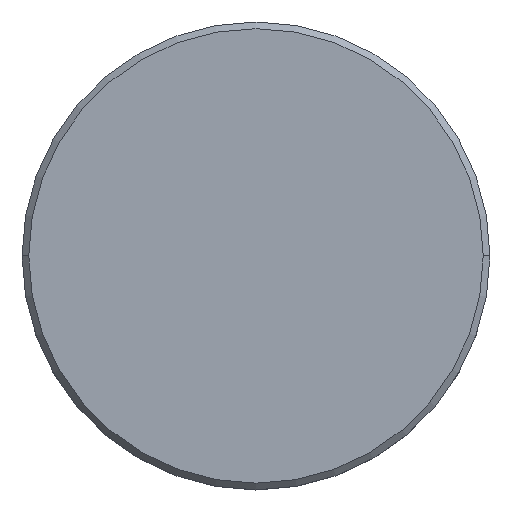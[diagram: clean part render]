
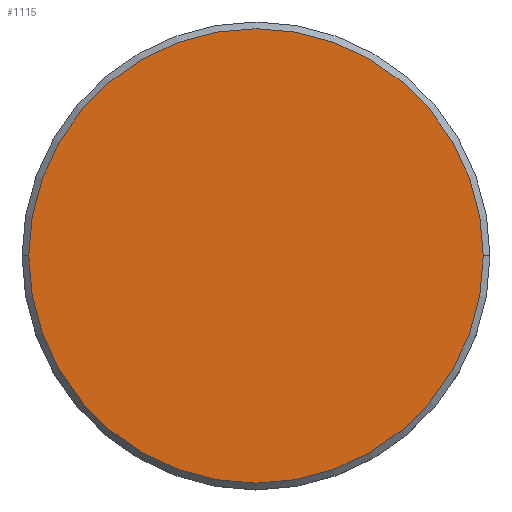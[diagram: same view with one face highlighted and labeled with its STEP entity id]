
A CAD part, top view. The second image highlights one B-rep face of the part: STEP entity #1115.
In plain terms, the highlighted planar face has unit normal (0, 0, 1).
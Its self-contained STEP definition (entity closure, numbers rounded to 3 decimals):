
#14 = DIRECTION ( 'NONE',  ( 0., 0., 1. ) ) ;
#31 = DIRECTION ( 'NONE',  ( 0., 0., 1. ) ) ;
#47 = CARTESIAN_POINT ( 'NONE',  ( -17., 0., 0. ) ) ;
#126 = CIRCLE ( 'NONE', #167, 17. ) ;
#167 = AXIS2_PLACEMENT_3D ( 'NONE', #317, #14, #1011 ) ;
#204 = CIRCLE ( 'NONE', #892, 17. ) ;
#259 = ORIENTED_EDGE ( 'NONE', *, *, #701, .T. ) ;
#278 = DIRECTION ( 'NONE',  ( 1., 0., 0. ) ) ;
#317 = CARTESIAN_POINT ( 'NONE',  ( 0., 0., 0. ) ) ;
#354 = PLANE ( 'NONE',  #642 ) ;
#363 = CARTESIAN_POINT ( 'NONE',  ( 0., 0., 0. ) ) ;
#387 = CARTESIAN_POINT ( 'NONE',  ( 0., 0., 0. ) ) ;
#463 = FACE_OUTER_BOUND ( 'NONE', #637, .T. ) ;
#480 = VERTEX_POINT ( 'NONE', #47 ) ;
#586 = VERTEX_POINT ( 'NONE', #615 ) ;
#615 = CARTESIAN_POINT ( 'NONE',  ( 17., 0., 0. ) ) ;
#637 = EDGE_LOOP ( 'NONE', ( #259, #736 ) ) ;
#642 = AXIS2_PLACEMENT_3D ( 'NONE', #363, #1088, #278 ) ;
#701 = EDGE_CURVE ( 'NONE', #480, #586, #204, .T. ) ;
#736 = ORIENTED_EDGE ( 'NONE', *, *, #1099, .T. ) ;
#762 = DIRECTION ( 'NONE',  ( 1., 0., 0. ) ) ;
#892 = AXIS2_PLACEMENT_3D ( 'NONE', #387, #31, #762 ) ;
#1011 = DIRECTION ( 'NONE',  ( 1., 0., 0. ) ) ;
#1088 = DIRECTION ( 'NONE',  ( 0., 0., 1. ) ) ;
#1099 = EDGE_CURVE ( 'NONE', #586, #480, #126, .T. ) ;
#1115 = ADVANCED_FACE ( 'NONE', ( #463 ), #354, .T. ) ;
